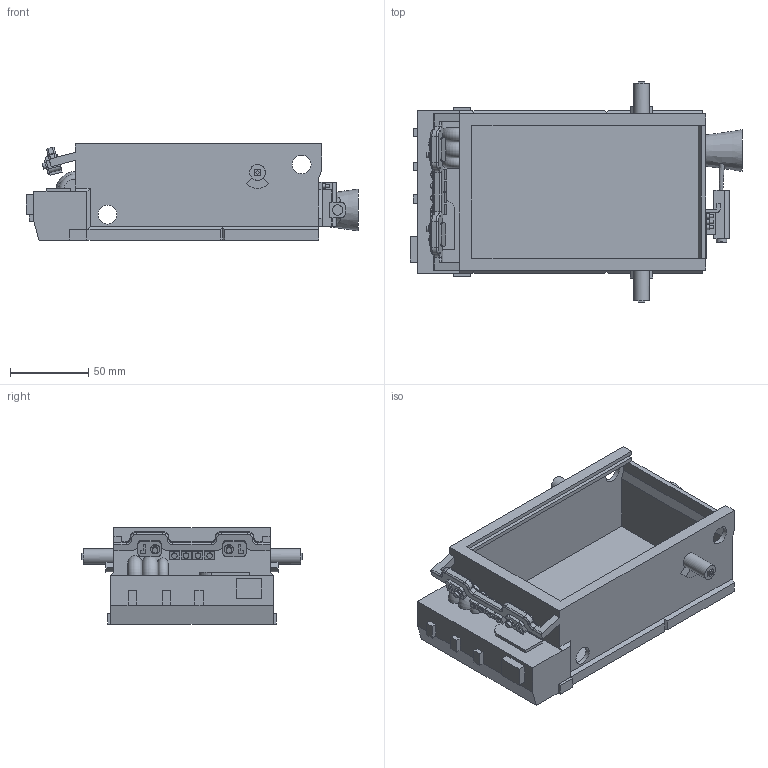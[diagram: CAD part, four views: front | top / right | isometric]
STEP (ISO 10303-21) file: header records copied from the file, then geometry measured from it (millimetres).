
FILE_DESCRIPTION(/* description */ ('STEP AP214'),/* implementation_level */ '2;1');
FILE_NAME(/* name */ '5feaa42678499c145b747379',/* time_stamp */ '2020-12-29T03:36:07+00:00',/* author */ (''),/* organization */ (''),/* preprocessor_version */ 'ST-DEVELOPER v18.1',/* originating_system */ ' ',/* authorisation */ ' ');
FILE_SCHEMA (('AUTOMOTIVE_DESIGN {1 0 10303 214 3 1 1}'));
Length unit declared in the file: metre
Products named in the file (1): box
Bounding box: 212.31 x 140.8 x 61.5 mm (x, y, z)
Volume: 201856.1 mm3; surface area: 122027.9 mm2
Topology: 1 solids, 1 shells, 325 faces, 831 edges, 532 vertices
Faces by surface type: plane 230, cylinder 73, torus 19, bspline 2, cone 1
Full cylindrical faces by diameter (mm): 1.821 x3, 2 x2, 2.869 x3, 3.393 x2, 3.669 x2, 3.75 x2, 5.928 x2, 6.648 x1, 10 x2, 12 x2, 19.662 x1
Entity records: 9819 total; most frequent: CARTESIAN_POINT 1872, DIRECTION 1623, ORIENTED_EDGE 1606, EDGE_CURVE 803, LINE 623, VECTOR 623, VERTEX_POINT 529, AXIS2_PLACEMENT_3D 500
